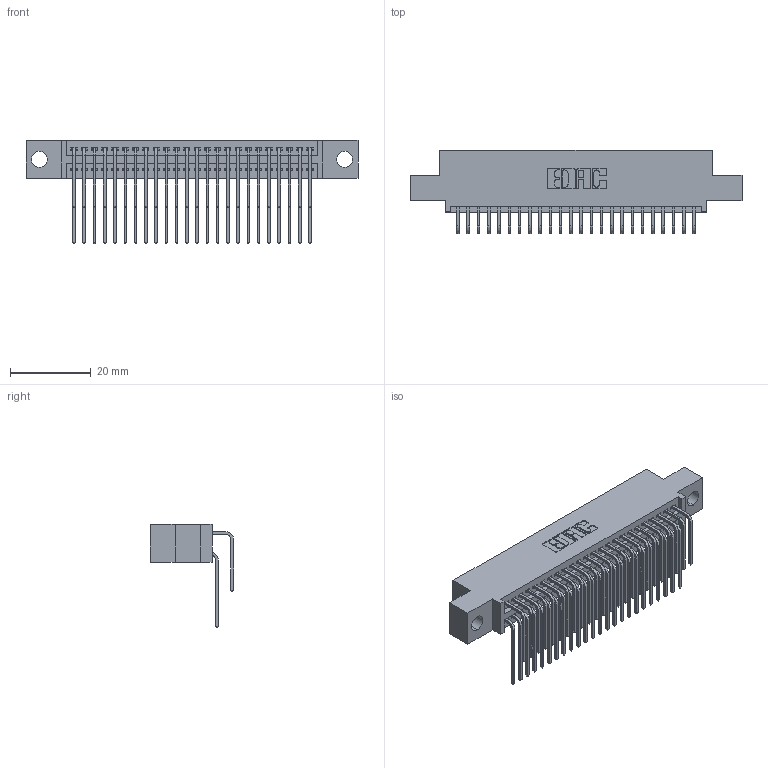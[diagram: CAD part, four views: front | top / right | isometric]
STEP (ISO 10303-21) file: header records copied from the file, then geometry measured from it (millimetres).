
FILE_DESCRIPTION (( 'STEP AP203' ), '1' );
FILE_NAME ('345-048-559-504.STEP', '2021-05-20T03:00:01', ( '' ), ( '' ), 'SwSTEP 2.0', 'SolidWorks 2020', '' );
FILE_SCHEMA (( 'CONFIG_CONTROL_DESIGN' ));
Length unit declared in the file: inch
Products named in the file (4): 345 Part_0.110 Offset - 0.156 Dia-TI; 345-048-559-504; 345-292-001_559 Tail - 2; 345-292-001_558 559 Tail - 1
Assembly tree (49 placements, depth 2):
  345-048-559-504
    345 Part_0.110 Offset - 0.156 Dia-TI
    345-292-001_558 559 Tail - 1  x24
    345-292-001_559 Tail - 2  x24
Bounding box: 82.17 x 20.56 x 25.53 mm (x, y, z)
Volume: 7912.5 mm3; surface area: 12593.9 mm2
Topology: 49 solids, 49 shells, 2640 faces, 7829 edges, 5154 vertices
Faces by surface type: plane 1778, cylinder 862
Entity records: 23457 total; most frequent: CARTESIAN_POINT 4001, ORIENTED_EDGE 3882, DIRECTION 3521, EDGE_CURVE 1941, LINE 1673, VECTOR 1673, VERTEX_POINT 1290, AXIS2_PLACEMENT_3D 924
